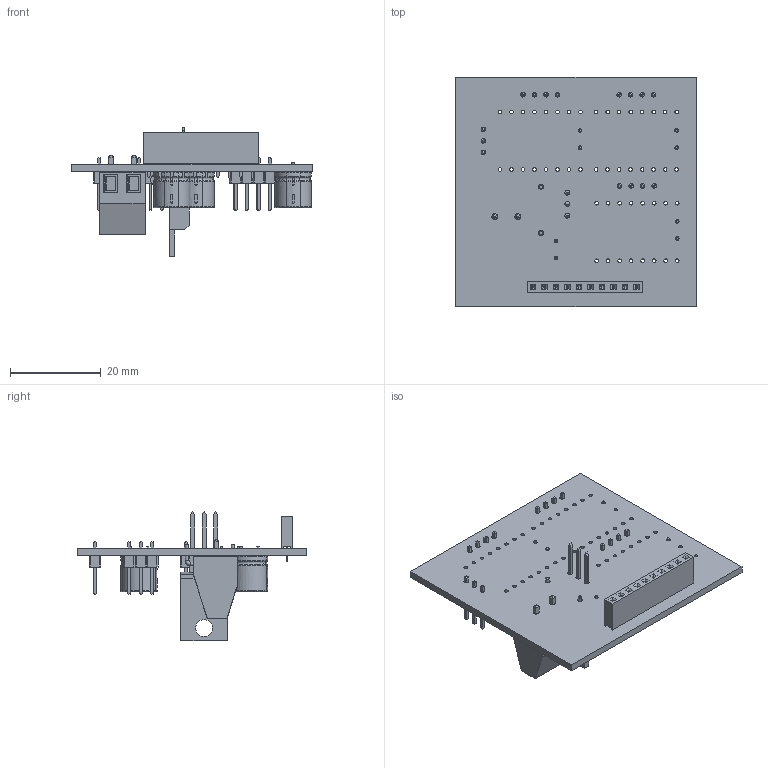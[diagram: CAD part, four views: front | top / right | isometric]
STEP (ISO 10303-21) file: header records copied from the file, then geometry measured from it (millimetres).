
FILE_DESCRIPTION(('KiCad electronic assembly'),'2;1');
FILE_NAME('cnc-shield2.step','2020-10-09T21:36:09',('An Author'),( 'A Company'),'Open CASCADE STEP processor 6.9', 'KiCad to STEP converter','Unknown');
FILE_SCHEMA(('AUTOMOTIVE_DESIGN { 1 0 10303 214 1 1 1 1 }'));
Length unit declared in the file: millimetre
Products named in the file (16): Open CASCADE STEP translator 6.9 1; PinSocket_1x10_P2.54mm_Vertical; SOLID; TO-220-3_Vertical; PinHeader_1x04_P2.54mm_Vertical; TerminalBlock_Phoenix_MKDS-1,5-2-5.08_1x02_P5.08mm_Horizontal; PinHeader_1x03_P2.54mm_Vertical; D_DO-41_SOD81_P10.16mm_Horizontal; CP_Radial_D8.0mm_P3.80mm; COMPOUND
Assembly tree (20 placements, depth 3):
  Open CASCADE STEP translator 6.9 1
    PinSocket_1x10_P2.54mm_Vertical
      SOLID
    TO-220-3_Vertical
      SOLID
    PinHeader_1x04_P2.54mm_Vertical  x3
      SOLID
    TerminalBlock_Phoenix_MKDS-1,5-2-5.08_1x02_P5.08mm_Horizontal
      SOLID
    PinHeader_1x03_P2.54mm_Vertical
      SOLID
    D_DO-41_SOD81_P10.16mm_Horizontal
      SOLID
    CP_Radial_D8.0mm_P3.80mm  x4
      SOLID
    COMPOUND
Bounding box: 53.09 x 50.55 x 28.52 mm (x, y, z)
Volume: 8040.7 mm3; surface area: 10503.2 mm2
Topology: 13 solids, 17 shells, 1178 faces, 2936 edges, 1874 vertices
Faces by surface type: plane 906, cylinder 198, bspline 36, revolution 24, torus 14
Full cylindrical faces by diameter (mm): 0.5 x8, 0.8 x60, 1 x25, 1.1 x5, 1.3 x2, 2.7 x2, 2.72 x1, 3.68 x2, 3.735 x1
Entity records: 61707 total; most frequent: CARTESIAN_POINT 14629, DIRECTION 7700, LINE 5409, VECTOR 5409, ORIENTED_EDGE 4108, PCURVE 4108, DEFINITIONAL_REPRESENTATION 4108, EDGE_CURVE 2054
